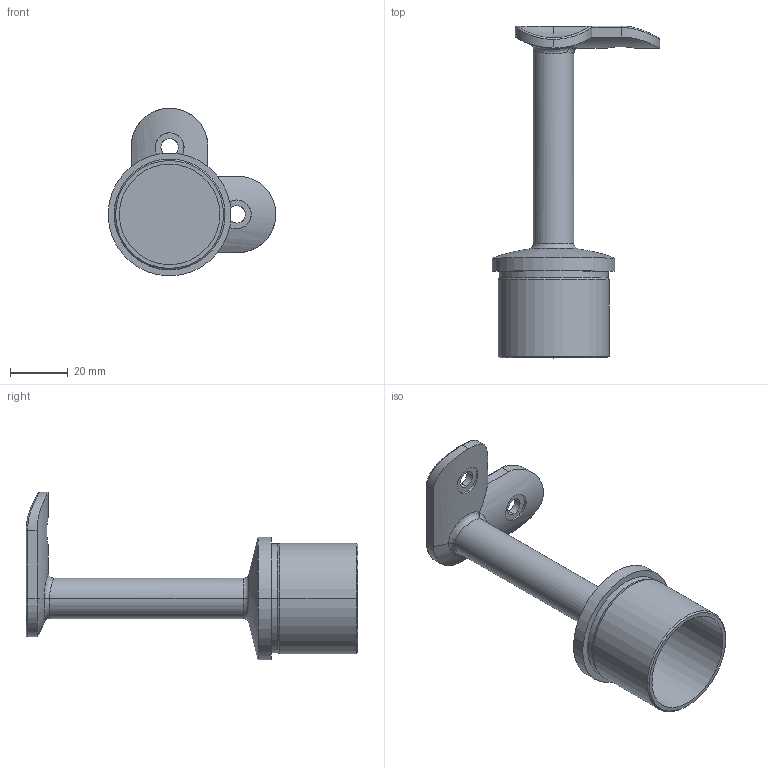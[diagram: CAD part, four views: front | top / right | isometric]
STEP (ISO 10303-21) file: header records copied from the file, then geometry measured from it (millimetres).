
FILE_DESCRIPTION (( 'STEP AP203' ), '1' );
FILE_NAME ('A_0710-842-B.STEP', '2022-01-27T10:48:19', ( '' ), ( '' ), 'SwSTEP 2.0', 'SolidWorks 2019', '' );
FILE_SCHEMA (( 'CONFIG_CONTROL_DESIGN' ));
Length unit declared in the file: millimetre
Products named in the file (1): A_0710-842-B
Bounding box: 57.9 x 114.64 x 57.9 mm (x, y, z)
Volume: 30417 mm3; surface area: 17577.4 mm2
Topology: 1 solids, 1 shells, 55 faces, 118 edges, 69 vertices
Faces by surface type: cylinder 30, plane 9, cone 4, torus 4, sphere 4, bspline 4
Entity records: 2732 total; most frequent: CARTESIAN_POINT 1488, DIRECTION 248, ORIENTED_EDGE 236, EDGE_CURVE 118, AXIS2_PLACEMENT_3D 103, VERTEX_POINT 69, EDGE_LOOP 63, FACE_OUTER_BOUND 55
